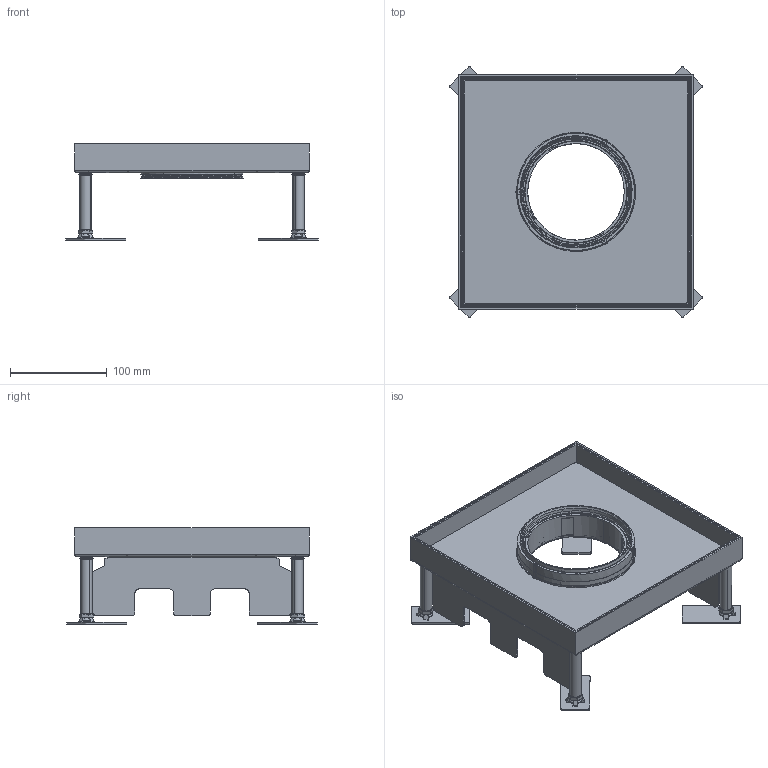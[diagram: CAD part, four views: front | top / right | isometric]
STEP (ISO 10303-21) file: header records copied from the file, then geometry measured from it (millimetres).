
FILE_DESCRIPTION(/* description */ (''),/* implementation_level */ '2;1');
FILE_NAME(/* name */ '7409368',/* time_stamp */ '2015-08-10T15:43:44+02:00',/* author */ (''),/* organization */ (''),/* preprocessor_version */ 'ST-DEVELOPER v15',/* originating_system */ '',/* authorisation */ '');
FILE_SCHEMA (('CONFIG_CONTROL_DESIGN'));
Length unit declared in the file: millimetre
Products named in the file (2): Document; Block 01
Assembly tree (1 placements, depth 2):
  Document
    Block 01
Bounding box: 260.76 x 258.76 x 99.5 mm (x, y, z)
Volume: 482850 mm3; surface area: 444734.4 mm2
Topology: 18 solids, 23 shells, 972 faces, 2442 edges, 1501 vertices
Faces by surface type: bspline 585, plane 387
Entity records: 39418 total; most frequent: CARTESIAN_POINT 24771, ORIENTED_EDGE 4812, EDGE_CURVE 2442, VERTEX_POINT 1501, B_SPLINE_CURVE_WITH_KNOTS 1352, EDGE_LOOP 1057, ADVANCED_FACE 972, FACE_OUTER_BOUND 972
